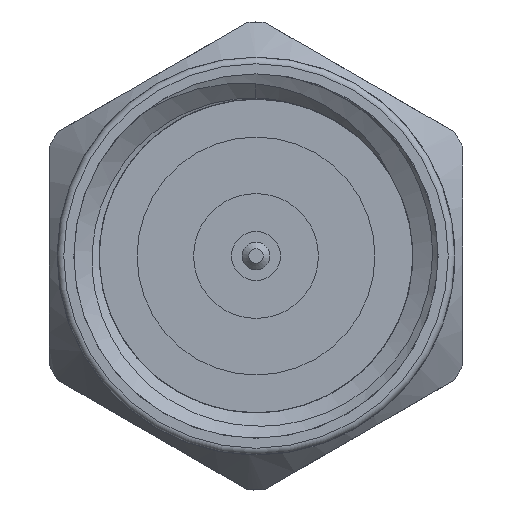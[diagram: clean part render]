
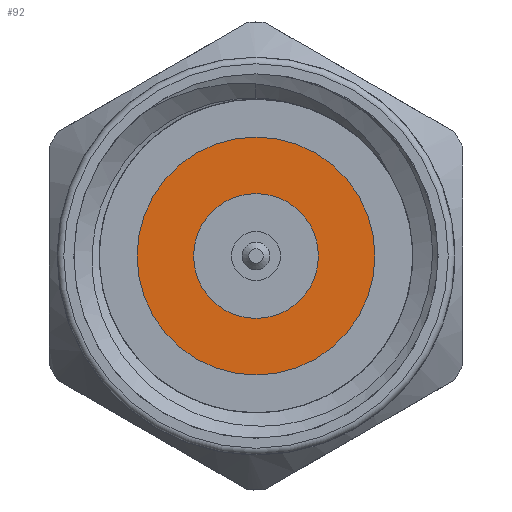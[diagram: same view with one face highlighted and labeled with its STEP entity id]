
A CAD part, left-side view. The second image highlights one B-rep face of the part: STEP entity #92.
In plain terms, the highlighted planar face has unit normal (-1, 0, 0).
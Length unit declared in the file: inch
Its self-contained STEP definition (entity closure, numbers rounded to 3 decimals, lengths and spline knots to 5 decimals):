
#92 = ADVANCED_FACE ( 'NONE', ( #473, #745 ), #2535, .F. ) ;
#113 = CARTESIAN_POINT ( 'NONE',  ( 0.11324, 0., 0.04724 ) ) ;
#229 = EDGE_LOOP ( 'NONE', ( #923 ) ) ;
#312 = ORIENTED_EDGE ( 'NONE', *, *, #1363, .F. ) ;
#473 = FACE_BOUND ( 'NONE', #2923, .T. ) ;
#478 = CARTESIAN_POINT ( 'NONE',  ( 0.11324, 0., 0. ) ) ;
#634 = AXIS2_PLACEMENT_3D ( 'NONE', #3084, #3314, #740 ) ;
#677 = AXIS2_PLACEMENT_3D ( 'NONE', #478, #2065, #1218 ) ;
#740 = DIRECTION ( 'NONE',  ( 0., 0., 1. ) ) ;
#745 = FACE_OUTER_BOUND ( 'NONE', #229, .T. ) ;
#923 = ORIENTED_EDGE ( 'NONE', *, *, #2553, .F. ) ;
#1214 = CARTESIAN_POINT ( 'NONE',  ( 0.11324, 0.15042, 0. ) ) ;
#1218 = DIRECTION ( 'NONE',  ( 0., 0., -1. ) ) ;
#1234 = DIRECTION ( 'NONE',  ( 0., 1., 0. ) ) ;
#1363 = EDGE_CURVE ( 'NONE', #2485, #2485, #3210, .T. ) ;
#1466 = VERTEX_POINT ( 'NONE', #2788 ) ;
#2065 = DIRECTION ( 'NONE',  ( 1., 0., 0. ) ) ;
#2485 = VERTEX_POINT ( 'NONE', #113 ) ;
#2535 = PLANE ( 'NONE',  #2807 ) ;
#2553 = EDGE_CURVE ( 'NONE', #1466, #1466, #3312, .T. ) ;
#2788 = CARTESIAN_POINT ( 'NONE',  ( 0.11324, 0., -0.09 ) ) ;
#2807 = AXIS2_PLACEMENT_3D ( 'NONE', #1214, #3069, #1234 ) ;
#2923 = EDGE_LOOP ( 'NONE', ( #312 ) ) ;
#3069 = DIRECTION ( 'NONE',  ( 1., 0., 0. ) ) ;
#3084 = CARTESIAN_POINT ( 'NONE',  ( 0.11324, 0., 0. ) ) ;
#3210 = CIRCLE ( 'NONE', #634, 0.04724 ) ;
#3312 = CIRCLE ( 'NONE', #677, 0.09 ) ;
#3314 = DIRECTION ( 'NONE',  ( -1., 0., 0. ) ) ;
